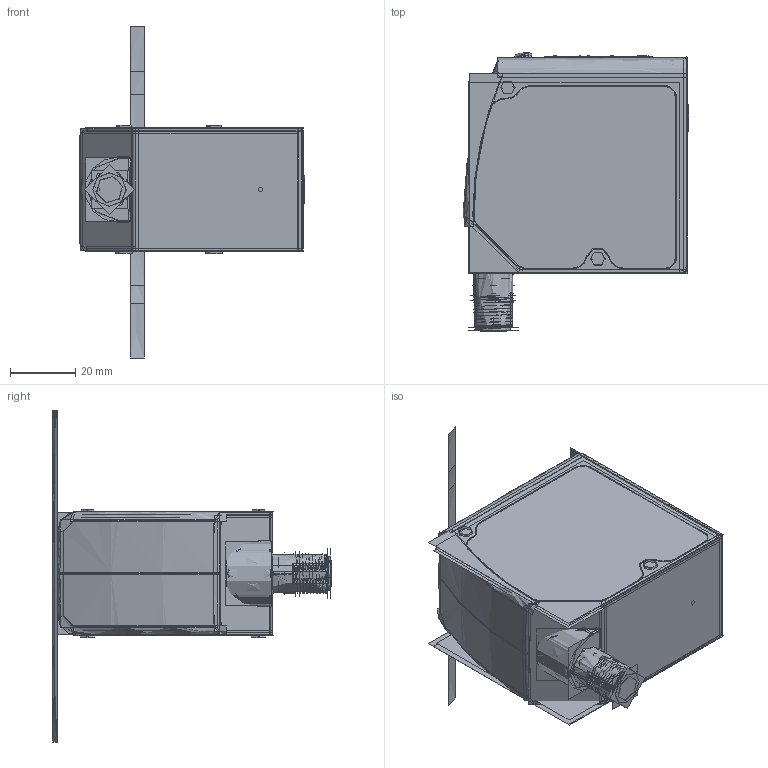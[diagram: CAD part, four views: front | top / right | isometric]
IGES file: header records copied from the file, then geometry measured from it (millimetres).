
Start section:  PTC IGES file: 186337.igs
Global section: file name: 186337.igs; native system: Creo Parametric by PTC Inc.; preprocessor: 2019292; author: PDMAdmin; organization: Unknown; date: 20191214.001615; units: millimetre
Bounding box: 69.37 x 85.54 x 101.92 mm (x, y, z)
Volume: 36993.7 mm3; surface area: 282803.8 mm2
Topology: 21 solids, 22 shells, 4904 faces, 24489 edges, 30673 vertices
Faces by surface type: bspline 2470, revolution 2380, extrusion 54
